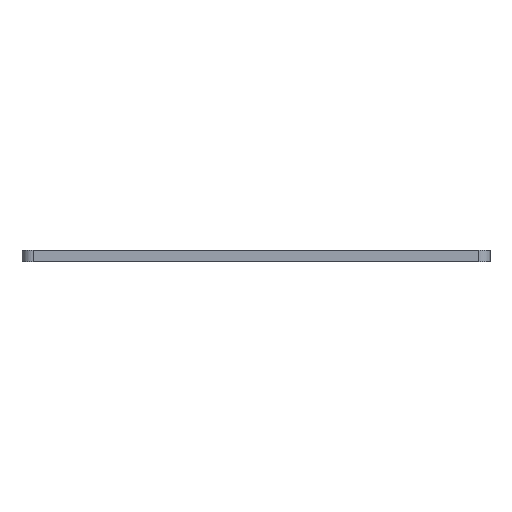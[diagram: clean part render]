
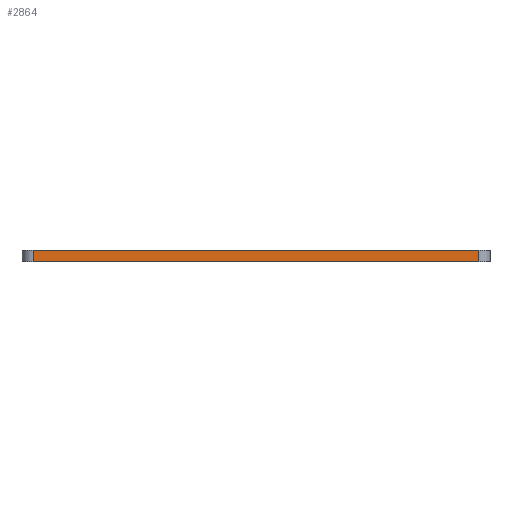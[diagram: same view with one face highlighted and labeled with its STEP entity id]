
A CAD part, front view. The second image highlights one B-rep face of the part: STEP entity #2864.
In plain terms, the highlighted planar face has unit normal (0, -1, 0).
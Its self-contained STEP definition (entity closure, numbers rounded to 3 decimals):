
#137=PLANE('',#3171);
#269=FACE_OUTER_BOUND('',#442,.T.);
#442=EDGE_LOOP('',(#2477,#2478,#2479,#2480));
#503=LINE('',#4105,#752);
#693=LINE('',#4739,#942);
#697=LINE('',#4748,#946);
#727=LINE('',#4834,#976);
#752=VECTOR('',#3247,10.);
#942=VECTOR('',#3881,10.);
#946=VECTOR('',#3891,10.);
#976=VECTOR('',#3997,10.);
#1169=VERTEX_POINT('',#4102);
#1170=VERTEX_POINT('',#4104);
#1392=VERTEX_POINT('',#4737);
#1394=VERTEX_POINT('',#4746);
#1449=EDGE_CURVE('',#1170,#1169,#503,.T.);
#1766=EDGE_CURVE('',#1392,#1169,#693,.T.);
#1771=EDGE_CURVE('',#1170,#1394,#697,.T.);
#1814=EDGE_CURVE('',#1394,#1392,#727,.T.);
#2477=ORIENTED_EDGE('',*,*,#1766,.F.);
#2478=ORIENTED_EDGE('',*,*,#1814,.F.);
#2479=ORIENTED_EDGE('',*,*,#1771,.F.);
#2480=ORIENTED_EDGE('',*,*,#1449,.T.);
#2864=ADVANCED_FACE('',(#269),#137,.T.);
#3171=AXIS2_PLACEMENT_3D('',#4833,#3995,#3996);
#3247=DIRECTION('',(1.,0.,0.));
#3881=DIRECTION('',(0.,0.,-1.));
#3891=DIRECTION('',(0.,0.,1.));
#3995=DIRECTION('center_axis',(0.,-1.,0.));
#3996=DIRECTION('ref_axis',(1.,0.,0.));
#3997=DIRECTION('',(1.,0.,0.));
#4102=CARTESIAN_POINT('',(124.,0.,0.));
#4104=CARTESIAN_POINT('',(3.,0.,0.));
#4105=CARTESIAN_POINT('',(0.,0.,0.));
#4737=CARTESIAN_POINT('',(124.,0.,3.25));
#4739=CARTESIAN_POINT('',(124.,0.,0.));
#4746=CARTESIAN_POINT('',(3.,0.,3.25));
#4748=CARTESIAN_POINT('',(3.,0.,0.));
#4833=CARTESIAN_POINT('Origin',(0.,0.,0.));
#4834=CARTESIAN_POINT('',(0.,0.,3.25));
